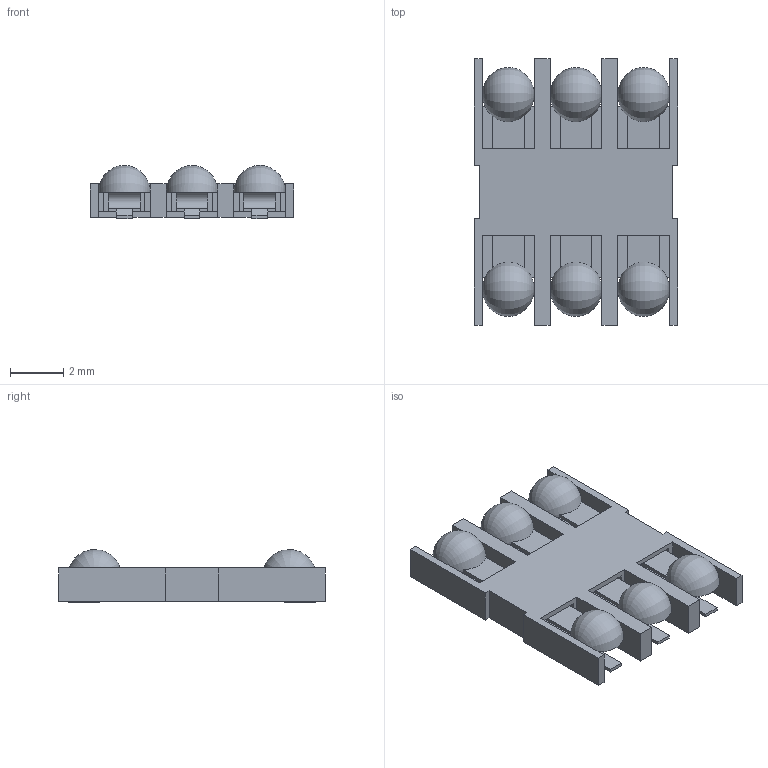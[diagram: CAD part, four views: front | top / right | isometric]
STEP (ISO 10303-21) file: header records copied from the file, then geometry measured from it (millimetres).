
FILE_DESCRIPTION(('FreeCAD Model'),'2;1');
FILE_NAME('Open CASCADE Shape Model','2024-11-22T18:07:04',(''),(''), 'Open CASCADE STEP processor 7.6','FreeCAD','Unknown');
FILE_SCHEMA(('AUTOMOTIVE_DESIGN { 1 0 10303 214 1 1 1 1 }'));
Length unit declared in the file: millimetre
Products named in the file (3): _75500001; Body; Compound
Assembly tree (2 placements, depth 2):
  _75500001
    Body
    Compound
Bounding box: 7.62 x 10 x 2 mm (x, y, z)
Volume: 46.5 mm3; surface area: 421.2 mm2
Topology: 7 solids, 7 shells, 188 faces, 612 edges, 420 vertices
Faces by surface type: plane 164, revolution 12, cylinder 12
Entity records: 15471 total; most frequent: CARTESIAN_POINT 3791, DIRECTION 2119, LINE 1470, VECTOR 1470, ORIENTED_EDGE 1176, PCURVE 1176, DEFINITIONAL_REPRESENTATION 1176, EDGE_CURVE 588
